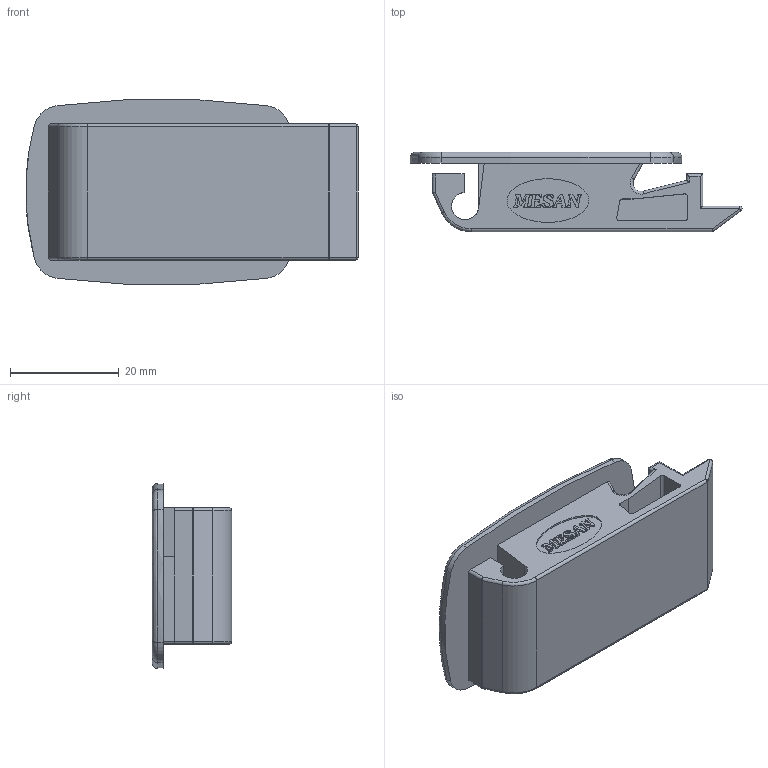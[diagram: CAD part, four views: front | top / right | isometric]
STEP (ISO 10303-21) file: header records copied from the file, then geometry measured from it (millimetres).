
FILE_DESCRIPTION(('STEP AP203'),'1');
FILE_NAME('371.15.step','2012-05-30T12:31:51',(' '),(' '),'Spatial InterOp 3D',' ',' ');
FILE_SCHEMA(('CONFIG_CONTROL_DESIGN'));
Length unit declared in the file: millimetre
Products named in the file (1): 1
Bounding box: 60.98 x 14.6 x 33.92 mm (x, y, z)
Volume: 9811.5 mm3; surface area: 8517.2 mm2
Topology: 1 solids, 1 shells, 149 faces, 349 edges, 207 vertices
Faces by surface type: plane 44, cylinder 43, bspline 22, extrusion 19, torus 11, sphere 10
Entity records: 7816 total; most frequent: CARTESIAN_POINT 4541, ORIENTED_EDGE 682, DIRECTION 633, EDGE_CURVE 341, AXIS2_PLACEMENT_3D 233, VERTEX_POINT 207, VECTOR 167, EDGE_LOOP 162
